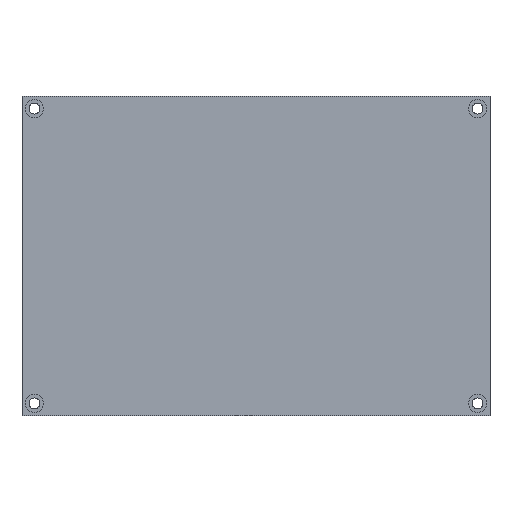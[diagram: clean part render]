
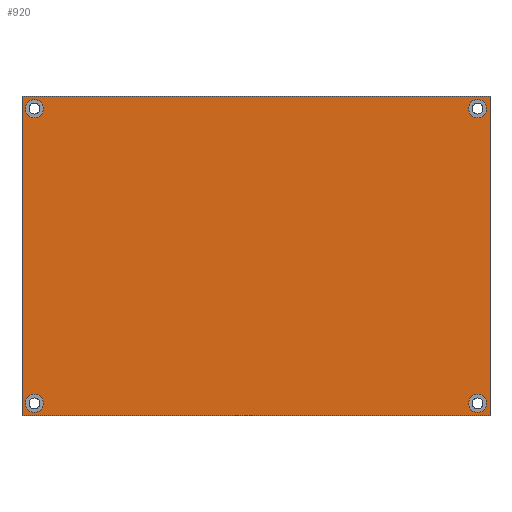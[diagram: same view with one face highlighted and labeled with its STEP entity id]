
A CAD part, front view. The second image highlights one B-rep face of the part: STEP entity #920.
In plain terms, the highlighted planar face has unit normal (0, -1, 0).
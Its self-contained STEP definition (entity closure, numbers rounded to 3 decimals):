
#1=DIRECTION('',(-1.,0.,0.));
#2=VECTOR('',#1,150.);
#3=CARTESIAN_POINT('',(75.,0.,-36.25));
#4=LINE('',#3,#2);
#5=DIRECTION('',(0.,0.,1.));
#6=VECTOR('',#5,102.5);
#7=CARTESIAN_POINT('',(-75.,0.,-36.25));
#8=LINE('',#7,#6);
#9=DIRECTION('',(1.,0.,0.));
#10=VECTOR('',#9,150.);
#11=CARTESIAN_POINT('',(-75.,0.,66.25));
#12=LINE('',#11,#10);
#13=DIRECTION('',(0.,0.,-1.));
#14=VECTOR('',#13,102.5);
#15=CARTESIAN_POINT('',(75.,0.,66.25));
#16=LINE('',#15,#14);
#17=CARTESIAN_POINT('',(-71.,0.,-32.25));
#18=DIRECTION('',(0.,-1.,0.));
#19=DIRECTION('',(1.,0.,0.));
#20=AXIS2_PLACEMENT_3D('',#17,#18,#19);
#22=CARTESIAN_POINT('',(-71.,0.,-32.25));
#23=DIRECTION('',(0.,-1.,0.));
#24=DIRECTION('',(-1.,0.,0.));
#25=AXIS2_PLACEMENT_3D('',#22,#23,#24);
#27=CARTESIAN_POINT('',(-71.,0.,62.25));
#28=DIRECTION('',(0.,-1.,0.));
#29=DIRECTION('',(1.,0.,0.));
#30=AXIS2_PLACEMENT_3D('',#27,#28,#29);
#32=CARTESIAN_POINT('',(-71.,0.,62.25));
#33=DIRECTION('',(0.,-1.,0.));
#34=DIRECTION('',(-1.,0.,0.));
#35=AXIS2_PLACEMENT_3D('',#32,#33,#34);
#37=CARTESIAN_POINT('',(71.,0.,62.25));
#38=DIRECTION('',(0.,-1.,0.));
#39=DIRECTION('',(1.,0.,0.));
#40=AXIS2_PLACEMENT_3D('',#37,#38,#39);
#42=CARTESIAN_POINT('',(71.,0.,62.25));
#43=DIRECTION('',(0.,-1.,0.));
#44=DIRECTION('',(-1.,0.,0.));
#45=AXIS2_PLACEMENT_3D('',#42,#43,#44);
#47=CARTESIAN_POINT('',(71.,0.,-32.25));
#48=DIRECTION('',(0.,-1.,0.));
#49=DIRECTION('',(1.,0.,0.));
#50=AXIS2_PLACEMENT_3D('',#47,#48,#49);
#52=CARTESIAN_POINT('',(71.,0.,-32.25));
#53=DIRECTION('',(0.,-1.,0.));
#54=DIRECTION('',(-1.,0.,0.));
#55=AXIS2_PLACEMENT_3D('',#52,#53,#54);
#677=CARTESIAN_POINT('',(75.,0.,66.25));
#678=CARTESIAN_POINT('',(75.,0.,-36.25));
#679=VERTEX_POINT('',#677);
#680=VERTEX_POINT('',#678);
#681=CARTESIAN_POINT('',(-75.,0.,-36.25));
#682=CARTESIAN_POINT('',(-75.,0.,66.25));
#683=VERTEX_POINT('',#681);
#684=VERTEX_POINT('',#682);
#753=CARTESIAN_POINT('',(-68.1,0.,-32.25));
#754=CARTESIAN_POINT('',(-73.9,0.,-32.25));
#755=VERTEX_POINT('',#753);
#756=VERTEX_POINT('',#754);
#757=CARTESIAN_POINT('',(-68.1,0.,62.25));
#758=CARTESIAN_POINT('',(-73.9,0.,62.25));
#759=VERTEX_POINT('',#757);
#760=VERTEX_POINT('',#758);
#761=CARTESIAN_POINT('',(73.9,0.,62.25));
#762=CARTESIAN_POINT('',(68.1,0.,62.25));
#763=VERTEX_POINT('',#761);
#764=VERTEX_POINT('',#762);
#765=CARTESIAN_POINT('',(73.9,0.,-32.25));
#766=CARTESIAN_POINT('',(68.1,0.,-32.25));
#767=VERTEX_POINT('',#765);
#768=VERTEX_POINT('',#766);
#881=CARTESIAN_POINT('',(0.,0.,0.));
#882=DIRECTION('',(0.,1.,0.));
#883=DIRECTION('',(1.,0.,0.));
#884=AXIS2_PLACEMENT_3D('',#881,#882,#883);
#885=PLANE('',#884);
#887=ORIENTED_EDGE('',*,*,#886,.T.);
#889=ORIENTED_EDGE('',*,*,#888,.T.);
#891=ORIENTED_EDGE('',*,*,#890,.T.);
#893=ORIENTED_EDGE('',*,*,#892,.T.);
#894=EDGE_LOOP('',(#887,#889,#891,#893));
#895=FACE_OUTER_BOUND('',#894,.F.);
#897=ORIENTED_EDGE('',*,*,#896,.T.);
#899=ORIENTED_EDGE('',*,*,#898,.T.);
#900=EDGE_LOOP('',(#897,#899));
#901=FACE_BOUND('',#900,.F.);
#903=ORIENTED_EDGE('',*,*,#902,.T.);
#905=ORIENTED_EDGE('',*,*,#904,.T.);
#906=EDGE_LOOP('',(#903,#905));
#907=FACE_BOUND('',#906,.F.);
#909=ORIENTED_EDGE('',*,*,#908,.T.);
#911=ORIENTED_EDGE('',*,*,#910,.T.);
#912=EDGE_LOOP('',(#909,#911));
#913=FACE_BOUND('',#912,.F.);
#915=ORIENTED_EDGE('',*,*,#914,.T.);
#917=ORIENTED_EDGE('',*,*,#916,.T.);
#918=EDGE_LOOP('',(#915,#917));
#919=FACE_BOUND('',#918,.F.);
#920=ADVANCED_FACE('',(#895,#901,#907,#913,#919),#885,.F.);
#21=CIRCLE('',#20,2.9);
#26=CIRCLE('',#25,2.9);
#31=CIRCLE('',#30,2.9);
#36=CIRCLE('',#35,2.9);
#41=CIRCLE('',#40,2.9);
#46=CIRCLE('',#45,2.9);
#51=CIRCLE('',#50,2.9);
#56=CIRCLE('',#55,2.9);
#886=EDGE_CURVE('',#680,#683,#4,.T.);
#888=EDGE_CURVE('',#683,#684,#8,.T.);
#890=EDGE_CURVE('',#684,#679,#12,.T.);
#892=EDGE_CURVE('',#679,#680,#16,.T.);
#896=EDGE_CURVE('',#755,#756,#21,.T.);
#898=EDGE_CURVE('',#756,#755,#26,.T.);
#902=EDGE_CURVE('',#759,#760,#31,.T.);
#904=EDGE_CURVE('',#760,#759,#36,.T.);
#908=EDGE_CURVE('',#763,#764,#41,.T.);
#910=EDGE_CURVE('',#764,#763,#46,.T.);
#914=EDGE_CURVE('',#767,#768,#51,.T.);
#916=EDGE_CURVE('',#768,#767,#56,.T.);
